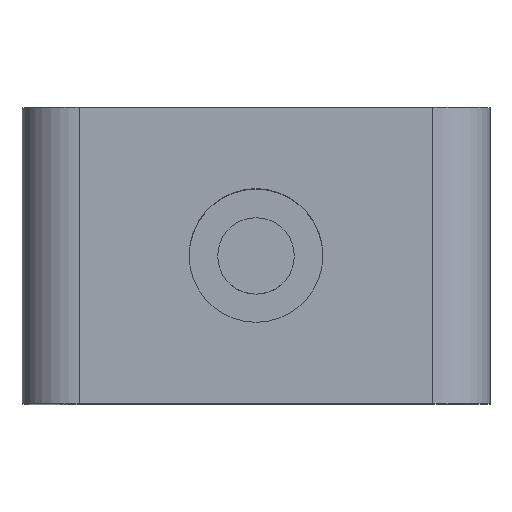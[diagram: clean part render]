
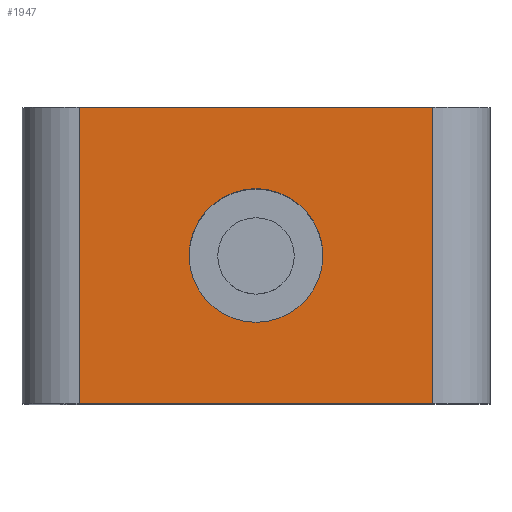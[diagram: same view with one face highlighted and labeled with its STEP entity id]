
A CAD part, top view. The second image highlights one B-rep face of the part: STEP entity #1947.
In plain terms, the highlighted planar face has unit normal (0, 0, 1).
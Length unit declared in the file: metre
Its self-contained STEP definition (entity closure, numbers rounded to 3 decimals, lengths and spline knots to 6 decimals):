
#629=CARTESIAN_POINT('',(0.01225,0.00775,0.));
#630=DIRECTION('',(0.,0.,-1.));
#631=DIRECTION('',(-1.,0.,0.));
#632=AXIS2_PLACEMENT_3D('',#629,#630,#631);
#634=CARTESIAN_POINT('',(0.01225,0.00775,0.));
#635=DIRECTION('',(0.,0.,-1.));
#636=DIRECTION('',(1.,0.,0.));
#637=AXIS2_PLACEMENT_3D('',#634,#635,#636);
#639=DIRECTION('',(-1.,0.,0.));
#640=VECTOR('',#639,0.0185);
#641=CARTESIAN_POINT('',(0.0215,0.0155,0.));
#642=LINE('',#641,#640);
#643=DIRECTION('',(1.,0.,0.));
#644=VECTOR('',#643,0.0185);
#645=CARTESIAN_POINT('',(0.003,0.,0.));
#646=LINE('',#645,#644);
#651=DIRECTION('',(0.,-1.,0.));
#652=VECTOR('',#651,0.0155);
#653=CARTESIAN_POINT('',(0.0215,0.0155,0.));
#654=LINE('',#653,#652);
#991=DIRECTION('',(0.,1.,0.));
#992=VECTOR('',#991,0.0155);
#993=CARTESIAN_POINT('',(0.003,0.,0.));
#994=LINE('',#993,#992);
#1025=CARTESIAN_POINT('',(0.003,0.,0.));
#1026=VERTEX_POINT('',#1025);
#1027=CARTESIAN_POINT('',(0.0215,0.,0.));
#1028=VERTEX_POINT('',#1027);
#1164=CARTESIAN_POINT('',(0.0215,0.0155,0.));
#1165=VERTEX_POINT('',#1164);
#1166=CARTESIAN_POINT('',(0.003,0.0155,0.));
#1167=VERTEX_POINT('',#1166);
#1272=CARTESIAN_POINT('',(0.01575,0.00775,0.));
#1273=CARTESIAN_POINT('',(0.00875,0.00775,0.));
#1274=VERTEX_POINT('',#1272);
#1275=VERTEX_POINT('',#1273);
#1930=CARTESIAN_POINT('',(0.,0.,0.));
#1931=DIRECTION('',(0.,0.,1.));
#1932=DIRECTION('',(1.,0.,0.));
#1933=AXIS2_PLACEMENT_3D('',#1930,#1931,#1932);
#1934=PLANE('',#1933);
#1935=ORIENTED_EDGE('',*,*,#1719,.F.);
#1937=ORIENTED_EDGE('',*,*,#1936,.T.);
#1938=ORIENTED_EDGE('',*,*,#1293,.F.);
#1940=ORIENTED_EDGE('',*,*,#1939,.T.);
#1941=EDGE_LOOP('',(#1935,#1937,#1938,#1940));
#1942=FACE_OUTER_BOUND('',#1941,.F.);
#1943=ORIENTED_EDGE('',*,*,#1909,.F.);
#1944=ORIENTED_EDGE('',*,*,#1923,.F.);
#1945=EDGE_LOOP('',(#1943,#1944));
#1946=FACE_BOUND('',#1945,.F.);
#1947=ADVANCED_FACE('',(#1942,#1946),#1934,.T.);
#633=CIRCLE('',#632,0.0035);
#638=CIRCLE('',#637,0.0035);
#1293=EDGE_CURVE('',#1026,#1028,#646,.T.);
#1719=EDGE_CURVE('',#1165,#1167,#642,.T.);
#1909=EDGE_CURVE('',#1275,#1274,#633,.T.);
#1923=EDGE_CURVE('',#1274,#1275,#638,.T.);
#1936=EDGE_CURVE('',#1165,#1028,#654,.T.);
#1939=EDGE_CURVE('',#1026,#1167,#994,.T.);
